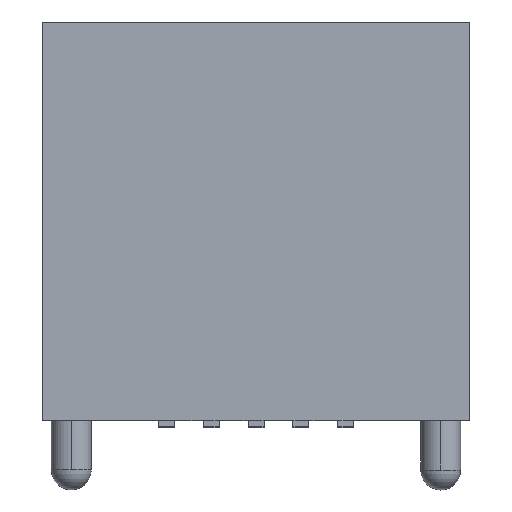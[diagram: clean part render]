
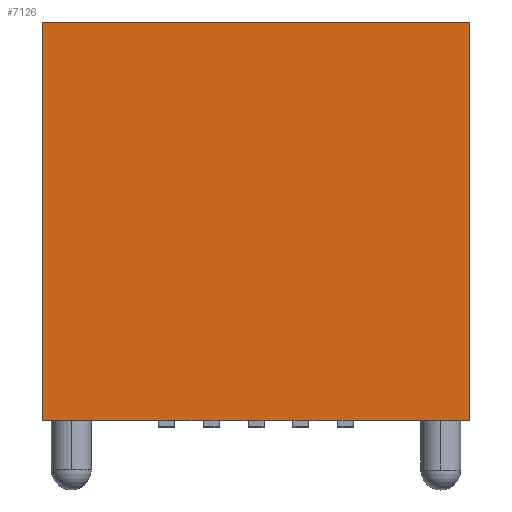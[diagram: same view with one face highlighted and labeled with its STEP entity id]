
A CAD part, top view. The second image highlights one B-rep face of the part: STEP entity #7126.
In plain terms, the highlighted planar face has unit normal (0, 0, 1).
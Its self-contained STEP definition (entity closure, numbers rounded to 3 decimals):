
#787=DIRECTION('',(0.,1.,0.));
#788=VECTOR('',#787,8.89);
#789=CARTESIAN_POINT('',(-2.726,0.,3.493));
#790=LINE('',#789,#788);
#799=DIRECTION('',(1.,0.,0.));
#800=VECTOR('',#799,9.544);
#801=CARTESIAN_POINT('',(-12.27,8.89,3.493));
#802=LINE('',#801,#800);
#803=DIRECTION('',(-1.,0.,0.));
#804=VECTOR('',#803,2.592);
#805=CARTESIAN_POINT('',(-2.726,0.,3.493));
#806=LINE('',#805,#804);
#807=DIRECTION('',(-1.,0.,0.));
#808=VECTOR('',#807,0.644);
#809=CARTESIAN_POINT('',(-5.673,0.,3.493));
#810=LINE('',#809,#808);
#811=DIRECTION('',(-1.,0.,0.));
#812=VECTOR('',#811,0.356);
#813=CARTESIAN_POINT('',(-6.318,0.,3.493));
#814=LINE('',#813,#812);
#815=DIRECTION('',(-1.,0.,0.));
#816=VECTOR('',#815,0.644);
#817=CARTESIAN_POINT('',(-6.673,0.,3.493));
#818=LINE('',#817,#816);
#819=DIRECTION('',(-1.,0.,0.));
#820=VECTOR('',#819,0.644);
#821=CARTESIAN_POINT('',(-7.673,0.,3.493));
#822=LINE('',#821,#820);
#823=DIRECTION('',(-1.,0.,0.));
#824=VECTOR('',#823,0.644);
#825=CARTESIAN_POINT('',(-8.673,0.,3.493));
#826=LINE('',#825,#824);
#827=DIRECTION('',(-1.,0.,0.));
#828=VECTOR('',#827,2.592);
#829=CARTESIAN_POINT('',(-9.678,0.,3.493));
#830=LINE('',#829,#828);
#831=DIRECTION('',(1.,0.,0.));
#832=VECTOR('',#831,0.356);
#833=CARTESIAN_POINT('',(-5.673,0.,3.493));
#834=LINE('',#833,#832);
#3397=DIRECTION('',(1.,0.,0.));
#3398=VECTOR('',#3397,0.356);
#3399=CARTESIAN_POINT('',(-7.673,0.,3.493));
#3400=LINE('',#3399,#3398);
#3543=DIRECTION('',(1.,0.,0.));
#3544=VECTOR('',#3543,0.356);
#3545=CARTESIAN_POINT('',(-8.673,0.,3.493));
#3546=LINE('',#3545,#3544);
#3689=DIRECTION('',(1.,0.,0.));
#3690=VECTOR('',#3689,0.36);
#3691=CARTESIAN_POINT('',(-9.678,0.,3.493));
#3692=LINE('',#3691,#3690);
#3806=DIRECTION('',(0.,-1.,0.));
#3807=VECTOR('',#3806,8.89);
#3808=CARTESIAN_POINT('',(-12.27,8.89,3.493));
#3809=LINE('',#3808,#3807);
#4502=CARTESIAN_POINT('',(-9.678,0.,3.493));
#4504=VERTEX_POINT('',#4502);
#4650=CARTESIAN_POINT('',(-12.27,0.,3.493));
#4651=VERTEX_POINT('',#4650);
#4658=CARTESIAN_POINT('',(-12.27,8.89,3.493));
#4659=VERTEX_POINT('',#4658);
#5048=CARTESIAN_POINT('',(-5.318,0.,3.493));
#5050=VERTEX_POINT('',#5048);
#5252=CARTESIAN_POINT('',(-6.318,0.,3.493));
#5253=VERTEX_POINT('',#5252);
#5262=CARTESIAN_POINT('',(-6.673,0.,3.493));
#5263=VERTEX_POINT('',#5262);
#5272=CARTESIAN_POINT('',(-2.726,0.,3.493));
#5273=CARTESIAN_POINT('',(-2.726,8.89,3.493));
#5274=VERTEX_POINT('',#5272);
#5275=VERTEX_POINT('',#5273);
#5276=CARTESIAN_POINT('',(-5.673,0.,3.493));
#5277=VERTEX_POINT('',#5276);
#5278=CARTESIAN_POINT('',(-7.318,0.,3.493));
#5279=VERTEX_POINT('',#5278);
#5280=CARTESIAN_POINT('',(-7.673,0.,3.493));
#5281=CARTESIAN_POINT('',(-8.318,0.,3.493));
#5282=VERTEX_POINT('',#5280);
#5283=VERTEX_POINT('',#5281);
#5284=CARTESIAN_POINT('',(-8.673,0.,3.493));
#5285=CARTESIAN_POINT('',(-9.318,0.,3.493));
#5286=VERTEX_POINT('',#5284);
#5287=VERTEX_POINT('',#5285);
#7099=CARTESIAN_POINT('',(-10.884,4.445,3.493));
#7100=DIRECTION('',(0.,0.,1.));
#7101=DIRECTION('',(-1.,0.,0.));
#7102=AXIS2_PLACEMENT_3D('',#7099,#7100,#7101);
#7103=PLANE('',#7102);
#7104=ORIENTED_EDGE('',*,*,#6306,.T.);
#7105=ORIENTED_EDGE('',*,*,#7085,.F.);
#7106=ORIENTED_EDGE('',*,*,#6030,.T.);
#7108=ORIENTED_EDGE('',*,*,#7107,.F.);
#7109=ORIENTED_EDGE('',*,*,#6014,.T.);
#7111=ORIENTED_EDGE('',*,*,#7110,.T.);
#7112=ORIENTED_EDGE('',*,*,#5998,.T.);
#7114=ORIENTED_EDGE('',*,*,#7113,.F.);
#7115=ORIENTED_EDGE('',*,*,#5982,.T.);
#7117=ORIENTED_EDGE('',*,*,#7116,.F.);
#7118=ORIENTED_EDGE('',*,*,#5966,.T.);
#7120=ORIENTED_EDGE('',*,*,#7119,.F.);
#7121=ORIENTED_EDGE('',*,*,#6048,.T.);
#7123=ORIENTED_EDGE('',*,*,#7122,.F.);
#7124=EDGE_LOOP('',(#7104,#7105,#7106,#7108,#7109,#7111,#7112,#7114,#7115,#7117,
#7118,#7120,#7121,#7123));
#7125=FACE_OUTER_BOUND('',#7124,.F.);
#5966=EDGE_CURVE('',#5286,#5287,#826,.T.);
#5982=EDGE_CURVE('',#5282,#5283,#822,.T.);
#5998=EDGE_CURVE('',#5263,#5279,#818,.T.);
#6014=EDGE_CURVE('',#5277,#5253,#810,.T.);
#6030=EDGE_CURVE('',#5274,#5050,#806,.T.);
#6048=EDGE_CURVE('',#4504,#4651,#830,.T.);
#6306=EDGE_CURVE('',#4659,#5275,#802,.T.);
#7085=EDGE_CURVE('',#5274,#5275,#790,.T.);
#7107=EDGE_CURVE('',#5277,#5050,#834,.T.);
#7110=EDGE_CURVE('',#5253,#5263,#814,.T.);
#7113=EDGE_CURVE('',#5282,#5279,#3400,.T.);
#7116=EDGE_CURVE('',#5286,#5283,#3546,.T.);
#7119=EDGE_CURVE('',#4504,#5287,#3692,.T.);
#7122=EDGE_CURVE('',#4659,#4651,#3809,.T.);
#7126=ADVANCED_FACE('',(#7125),#7103,.T.);
